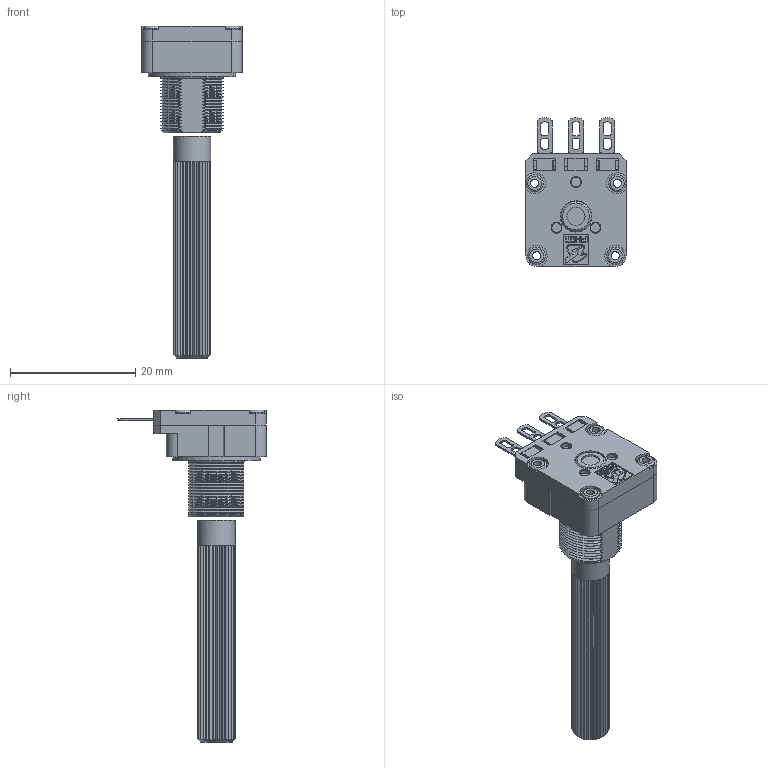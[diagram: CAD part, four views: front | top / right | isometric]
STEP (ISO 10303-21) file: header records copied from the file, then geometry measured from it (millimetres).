
FILE_DESCRIPTION (( 'STEP AP214' ), '1' );
FILE_NAME ('PC16SH-10CP06 comercial.STEP', '2023-11-13T07:42:18', ( '' ), ( '' ), 'SwSTEP 2.0', 'SolidWorks 2022', '' );
FILE_SCHEMA (( 'AUTOMOTIVE_DESIGN' ));
Length unit declared in the file: millimetre
Products named in the file (1): PC16SH-10CP06 comercial
Bounding box: 16 x 23.83 x 53.1 mm (x, y, z)
Surface area: 2779.7 mm2 (no closed solid volume)
Topology: 0 solids, 8 shells, 477 faces, 1511 edges, 1035 vertices
Faces by surface type: plane 287, cylinder 109, cone 75, torus 6
Full cylindrical faces by diameter (mm): 1.3 x4, 1.53 x3, 2.8 x4, 2.9 x1, 5 x1, 6 x1, 14 x1
Entity records: 22025 total; most frequent: CARTESIAN_POINT 3644, DIRECTION 2650, ORIENTED_EDGE 2630, EDGE_CURVE 1482, VERTEX_POINT 1030, AXIS2_PLACEMENT_3D 894, LINE 862, VECTOR 862
